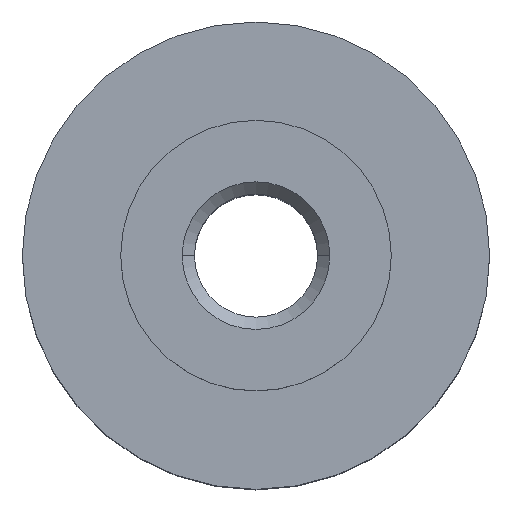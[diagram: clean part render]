
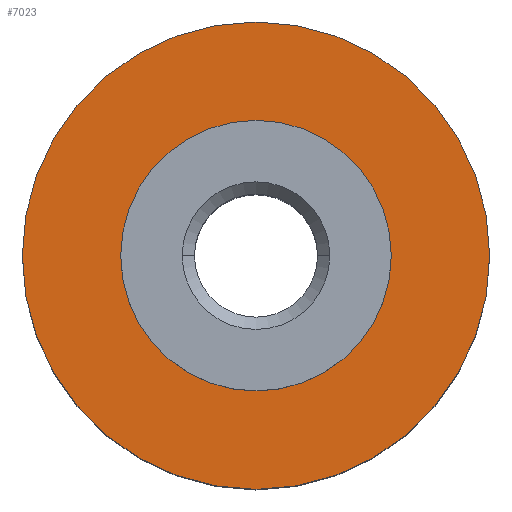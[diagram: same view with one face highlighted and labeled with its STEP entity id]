
A CAD part, top view. The second image highlights one B-rep face of the part: STEP entity #7023.
In plain terms, the highlighted planar face has unit normal (0, 0, 1).
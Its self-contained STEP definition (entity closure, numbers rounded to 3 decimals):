
#57 = VERTEX_POINT ( 'NONE', #106 ) ;
#64 = VERTEX_POINT ( 'NONE', #104 ) ;
#104 = CARTESIAN_POINT ( 'NONE',  ( 5.5, 0., 7.007 ) ) ;
#106 = CARTESIAN_POINT ( 'NONE',  ( -5.5, 0., 7.007 ) ) ;
#1725 = AXIS2_PLACEMENT_3D ( 'NONE', #2524, #2522, #2528 ) ;
#2372 = FACE_BOUND ( 'NONE', #4492, .T. ) ;
#2378 = FACE_OUTER_BOUND ( 'NONE', #4514, .T. ) ;
#2522 = DIRECTION ( 'NONE',  ( 0., 0., -1. ) ) ;
#2524 = CARTESIAN_POINT ( 'NONE',  ( 0., 9.5, 7.007 ) ) ;
#2526 = PLANE ( 'NONE',  #1725 ) ;
#2528 = DIRECTION ( 'NONE',  ( -1., 0., 0. ) ) ;
#2629 = CARTESIAN_POINT ( 'NONE',  ( -9.5, 0., 7.007 ) ) ;
#2665 = CARTESIAN_POINT ( 'NONE',  ( 9.5, 0., 7.007 ) ) ;
#3261 = ORIENTED_EDGE ( 'NONE', *, *, #3474, .T. ) ;
#3263 = ORIENTED_EDGE ( 'NONE', *, *, #3493, .T. ) ;
#3266 = ORIENTED_EDGE ( 'NONE', *, *, #3473, .T. ) ;
#3270 = ORIENTED_EDGE ( 'NONE', *, *, #3499, .T. ) ;
#3473 = EDGE_CURVE ( 'NONE', #7100, #7136, #5033, .T. ) ;
#3474 = EDGE_CURVE ( 'NONE', #64, #57, #5030, .T. ) ;
#3493 = EDGE_CURVE ( 'NONE', #57, #64, #5057, .T. ) ;
#3499 = EDGE_CURVE ( 'NONE', #7136, #7100, #5070, .T. ) ;
#4492 = EDGE_LOOP ( 'NONE', ( #3261, #3263 ) ) ;
#4514 = EDGE_LOOP ( 'NONE', ( #3270, #3266 ) ) ;
#4928 = AXIS2_PLACEMENT_3D ( 'NONE', #6859, #6860, #6861 ) ;
#4929 = AXIS2_PLACEMENT_3D ( 'NONE', #6862, #6863, #6864 ) ;
#4939 = AXIS2_PLACEMENT_3D ( 'NONE', #6910, #6911, #6912 ) ;
#4942 = AXIS2_PLACEMENT_3D ( 'NONE', #5308, #5309, #5310 ) ;
#5030 = CIRCLE ( 'NONE', #4929, 5.5 ) ;
#5033 = CIRCLE ( 'NONE', #4928, 9.5 ) ;
#5057 = CIRCLE ( 'NONE', #4939, 5.5 ) ;
#5070 = CIRCLE ( 'NONE', #4942, 9.5 ) ;
#5308 = CARTESIAN_POINT ( 'NONE',  ( 0., 0., 7.007 ) ) ;
#5309 = DIRECTION ( 'NONE',  ( 0., 0., 1. ) ) ;
#5310 = DIRECTION ( 'NONE',  ( 1., 0., 0. ) ) ;
#6859 = CARTESIAN_POINT ( 'NONE',  ( 0., 0., 7.007 ) ) ;
#6860 = DIRECTION ( 'NONE',  ( 0., 0., 1. ) ) ;
#6861 = DIRECTION ( 'NONE',  ( 1., 0., 0. ) ) ;
#6862 = CARTESIAN_POINT ( 'NONE',  ( 0., 0., 7.007 ) ) ;
#6863 = DIRECTION ( 'NONE',  ( 0., 0., -1. ) ) ;
#6864 = DIRECTION ( 'NONE',  ( -1., 0., 0. ) ) ;
#6910 = CARTESIAN_POINT ( 'NONE',  ( 0., 0., 7.007 ) ) ;
#6911 = DIRECTION ( 'NONE',  ( 0., 0., -1. ) ) ;
#6912 = DIRECTION ( 'NONE',  ( -1., 0., 0. ) ) ;
#7023 = ADVANCED_FACE ( 'NONE', ( #2372, #2378 ), #2526, .F. ) ;
#7100 = VERTEX_POINT ( 'NONE', #2629 ) ;
#7136 = VERTEX_POINT ( 'NONE', #2665 ) ;
